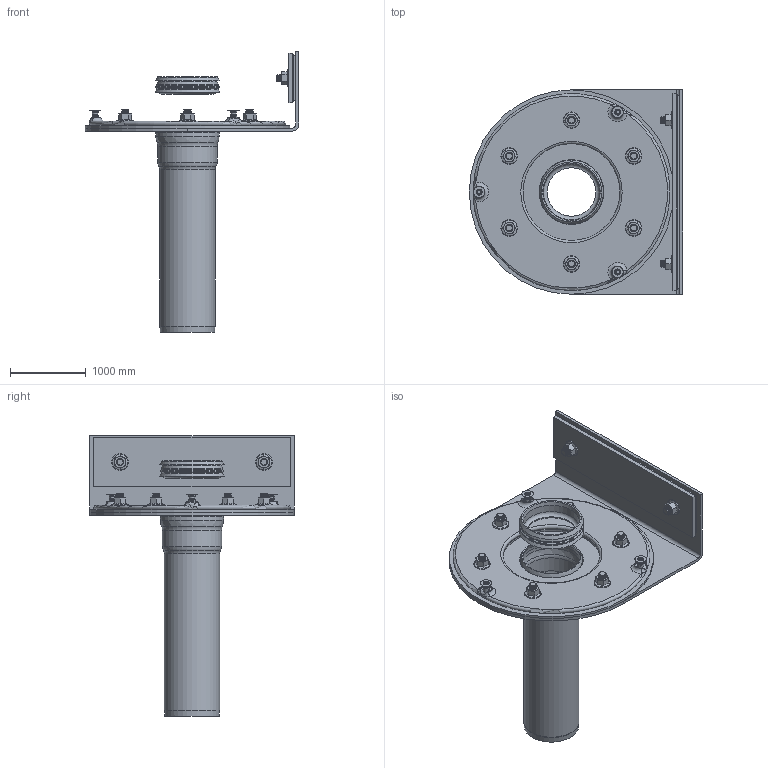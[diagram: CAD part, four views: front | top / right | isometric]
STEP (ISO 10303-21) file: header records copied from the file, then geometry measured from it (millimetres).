
FILE_DESCRIPTION(/* description */ (''),/* implementation_level */ '2;1');
FILE_NAME(/* name */ '21824.070X_3D.stp',/* time_stamp */ '2024-12-12T08:46:08+01:00',/* author */ ('CAD'),/* organization */ (''),/* preprocessor_version */ 'ST-DEVELOPER v20',/* originating_system */ 'AutoCAD Mechanical',/* authorisation */ '');
FILE_SCHEMA (('AUTOMOTIVE_DESIGN { 1 0 10303 214 3 1 1 }'));
Length unit declared in the file: centimetre
Products named in the file (2): Product; *S0
Assembly tree (1 placements, depth 2):
  Product
    *S0
Bounding box: 2820.04 x 2700 x 3709.99 mm (x, y, z)
Volume: 987134679.1 mm3; surface area: 59694752.4 mm2
Topology: 26 solids, 26 shells, 623 faces, 1297 edges, 743 vertices
Faces by surface type: cone 357, plane 143, cylinder 79, torus 32, bspline 12
Full cylindrical faces by diameter (mm): 70 x12, 80 x18, 83.76 x8, 100 x8, 160 x16, 640 x1, 706 x1, 730 x1, 740 x1, 760 x1, 784 x1, 810 x3, 834 x1, 838 x1, 840 x1, 1300 x1, 2700 x1
Entity records: 18079 total; most frequent: CARTESIAN_POINT 4613, DIRECTION 2999, ORIENTED_EDGE 2582, EDGE_CURVE 1291, AXIS2_PLACEMENT_3D 1258, VERTEX_POINT 743, EDGE_LOOP 716, CIRCLE 644
